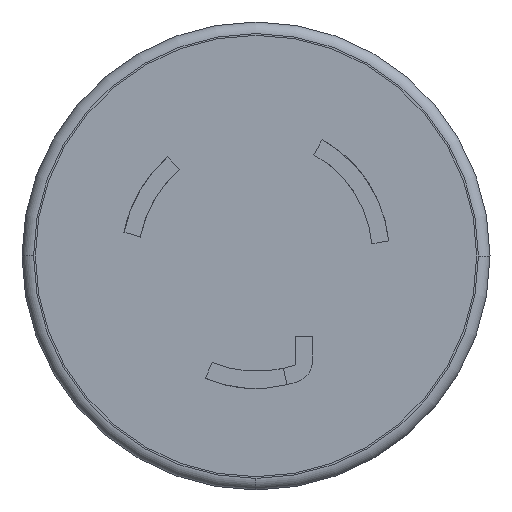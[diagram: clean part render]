
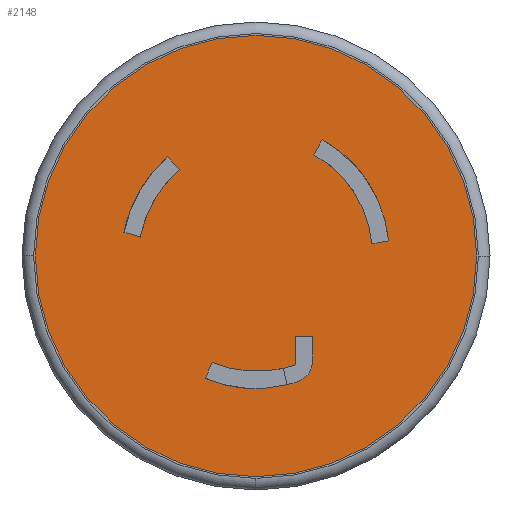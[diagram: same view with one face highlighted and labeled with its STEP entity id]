
A CAD part, left-side view. The second image highlights one B-rep face of the part: STEP entity #2148.
In plain terms, the highlighted face is planar.
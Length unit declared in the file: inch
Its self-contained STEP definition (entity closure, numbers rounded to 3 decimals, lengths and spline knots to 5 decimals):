
#40 = DIRECTION ( 'NONE',  ( 0.389, 0.921, 0. ) ) ;
#55 = EDGE_CURVE ( 'NONE', #387, #6594, #5204, .T. ) ;
#150 = CARTESIAN_POINT ( 'NONE',  ( -0.00377, -0.02129, 0. ) ) ;
#226 = DIRECTION ( 'NONE',  ( -1., 0., 0. ) ) ;
#339 = DIRECTION ( 'NONE',  ( 1., 0., 0. ) ) ;
#369 = DIRECTION ( 'NONE',  ( 0., 0., 1. ) ) ;
#387 = VERTEX_POINT ( 'NONE', #3196 ) ;
#443 = VECTOR ( 'NONE', #40, 39.37008 ) ;
#478 = CARTESIAN_POINT ( 'NONE',  ( -0.0958, 0.39403, 0. ) ) ;
#836 = CARTESIAN_POINT ( 'NONE',  ( -0.77362, 0., 0. ) ) ;
#887 = ORIENTED_EDGE ( 'NONE', *, *, #5414, .T. ) ;
#970 = CARTESIAN_POINT ( 'NONE',  ( 0.26741, -0.30422, 0. ) ) ;
#1093 = AXIS2_PLACEMENT_3D ( 'NONE', #4341, #369, #2855 ) ;
#1189 = EDGE_LOOP ( 'NONE', ( #4418, #1895, #2552, #5996 ) ) ;
#1224 = VERTEX_POINT ( 'NONE', #970 ) ;
#1230 = VERTEX_POINT ( 'NONE', #836 ) ;
#1428 = EDGE_CURVE ( 'NONE', #7962, #1230, #1668, .T. ) ;
#1464 = DIRECTION ( 'NONE',  ( 0., 0., -1. ) ) ;
#1668 = CIRCLE ( 'NONE', #6048, 0.77362 ) ;
#1766 = EDGE_LOOP ( 'NONE', ( #2033, #4025 ) ) ;
#1771 = EDGE_CURVE ( 'NONE', #1230, #7962, #3910, .T. ) ;
#1867 = FACE_BOUND ( 'NONE', #7961, .T. ) ;
#1888 = ORIENTED_EDGE ( 'NONE', *, *, #4497, .F. ) ;
#1895 = ORIENTED_EDGE ( 'NONE', *, *, #55, .F. ) ;
#1954 = VECTOR ( 'NONE', #3274, 39.37008 ) ;
#2033 = ORIENTED_EDGE ( 'NONE', *, *, #1428, .T. ) ;
#2039 = DIRECTION ( 'NONE',  ( -1., 0., 0. ) ) ;
#2148 = ADVANCED_FACE ( 'NONE', ( #5639, #5028, #1867 ), #4419, .F. ) ;
#2184 = LINE ( 'NONE', #6629, #6040 ) ;
#2357 = CARTESIAN_POINT ( 'NONE',  ( 0.38212, -0.14412, 0. ) ) ;
#2456 = CARTESIAN_POINT ( 'NONE',  ( 0., 0., 0. ) ) ;
#2478 = VERTEX_POINT ( 'NONE', #2973 ) ;
#2552 = ORIENTED_EDGE ( 'NONE', *, *, #8041, .F. ) ;
#2607 = LINE ( 'NONE', #5873, #1954 ) ;
#2624 = DIRECTION ( 'NONE',  ( 0.692, -0.721, 0. ) ) ;
#2733 = CIRCLE ( 'NONE', #7393, 0.42494 ) ;
#2816 = DIRECTION ( 'NONE',  ( 0., 0., -1. ) ) ;
#2855 = DIRECTION ( 'NONE',  ( 1., 0., 0. ) ) ;
#2973 = CARTESIAN_POINT ( 'NONE',  ( 0.30885, -0.34739, 0. ) ) ;
#3169 = LINE ( 'NONE', #5697, #6184 ) ;
#3196 = CARTESIAN_POINT ( 'NONE',  ( 0.15424, 0.37367, 0. ) ) ;
#3274 = DIRECTION ( 'NONE',  ( 0.216, -0.976, 0. ) ) ;
#3336 = CARTESIAN_POINT ( 'NONE',  ( 0.17754, 0.42879, 0. ) ) ;
#3339 = AXIS2_PLACEMENT_3D ( 'NONE', #150, #2816, #2039 ) ;
#3378 = DIRECTION ( 'NONE',  ( 0., 0., -1. ) ) ;
#3423 = CARTESIAN_POINT ( 'NONE',  ( -0.10855, 0.4516, 0. ) ) ;
#3910 = CIRCLE ( 'NONE', #7890, 0.77362 ) ;
#3964 = CIRCLE ( 'NONE', #8076, 0.47973 ) ;
#3999 = DIRECTION ( 'NONE',  ( 0., 0., 1. ) ) ;
#4025 = ORIENTED_EDGE ( 'NONE', *, *, #1771, .T. ) ;
#4048 = DIRECTION ( 'NONE',  ( 0., 0., 1. ) ) ;
#4077 = VERTEX_POINT ( 'NONE', #478 ) ;
#4104 = VERTEX_POINT ( 'NONE', #2357 ) ;
#4174 = CARTESIAN_POINT ( 'NONE',  ( -0.00691, 0.01376, 0. ) ) ;
#4307 = EDGE_CURVE ( 'NONE', #4104, #1224, #2733, .T. ) ;
#4319 = VERTEX_POINT ( 'NONE', #3423 ) ;
#4341 = CARTESIAN_POINT ( 'NONE',  ( 0.00012, 0.00916, 0. ) ) ;
#4418 = ORIENTED_EDGE ( 'NONE', *, *, #8122, .F. ) ;
#4419 = PLANE ( 'NONE',  #4449 ) ;
#4449 = AXIS2_PLACEMENT_3D ( 'NONE', #7180, #1464, #226 ) ;
#4497 = EDGE_CURVE ( 'NONE', #1224, #2478, #3169, .T. ) ;
#4638 = CARTESIAN_POINT ( 'NONE',  ( 0.43761, -0.16664, 0. ) ) ;
#4686 = CIRCLE ( 'NONE', #1093, 0.45559 ) ;
#5028 = FACE_OUTER_BOUND ( 'NONE', #1766, .T. ) ;
#5041 = DIRECTION ( 'NONE',  ( 1., 0., 0. ) ) ;
#5118 = DIRECTION ( 'NONE',  ( 0., 0., 1. ) ) ;
#5157 = DIRECTION ( 'NONE',  ( 1., 0., 0. ) ) ;
#5179 = CARTESIAN_POINT ( 'NONE',  ( 0.17754, 0.42879, 0. ) ) ;
#5204 = LINE ( 'NONE', #3336, #443 ) ;
#5414 = EDGE_CURVE ( 'NONE', #4104, #5624, #2184, .T. ) ;
#5422 = DIRECTION ( 'NONE',  ( 0.927, -0.376, 0. ) ) ;
#5485 = ORIENTED_EDGE ( 'NONE', *, *, #4307, .F. ) ;
#5624 = VERTEX_POINT ( 'NONE', #4638 ) ;
#5639 = FACE_BOUND ( 'NONE', #1189, .T. ) ;
#5689 = EDGE_CURVE ( 'NONE', #2478, #5624, #3964, .T. ) ;
#5697 = CARTESIAN_POINT ( 'NONE',  ( 0.26741, -0.30422, 0. ) ) ;
#5843 = CARTESIAN_POINT ( 'NONE',  ( 0., 0., 0. ) ) ;
#5873 = CARTESIAN_POINT ( 'NONE',  ( -0.10855, 0.4516, 0. ) ) ;
#5996 = ORIENTED_EDGE ( 'NONE', *, *, #7379, .F. ) ;
#6040 = VECTOR ( 'NONE', #5422, 39.37008 ) ;
#6048 = AXIS2_PLACEMENT_3D ( 'NONE', #2456, #5118, #5041 ) ;
#6184 = VECTOR ( 'NONE', #2624, 39.37008 ) ;
#6486 = CARTESIAN_POINT ( 'NONE',  ( 0.77362, 0., 0. ) ) ;
#6536 = CARTESIAN_POINT ( 'NONE',  ( -0.01127, 0.01657, 0. ) ) ;
#6594 = VERTEX_POINT ( 'NONE', #5179 ) ;
#6629 = CARTESIAN_POINT ( 'NONE',  ( 0.38212, -0.14412, 0. ) ) ;
#6692 = DIRECTION ( 'NONE',  ( -1., 0., 0. ) ) ;
#7052 = ORIENTED_EDGE ( 'NONE', *, *, #5689, .F. ) ;
#7180 = CARTESIAN_POINT ( 'NONE',  ( 0., 0., 0. ) ) ;
#7202 = CIRCLE ( 'NONE', #3339, 0.42539 ) ;
#7379 = EDGE_CURVE ( 'NONE', #4319, #4077, #2607, .T. ) ;
#7393 = AXIS2_PLACEMENT_3D ( 'NONE', #6536, #3378, #339 ) ;
#7890 = AXIS2_PLACEMENT_3D ( 'NONE', #5843, #3999, #5157 ) ;
#7961 = EDGE_LOOP ( 'NONE', ( #887, #7052, #1888, #5485 ) ) ;
#7962 = VERTEX_POINT ( 'NONE', #6486 ) ;
#8041 = EDGE_CURVE ( 'NONE', #4077, #387, #7202, .T. ) ;
#8076 = AXIS2_PLACEMENT_3D ( 'NONE', #4174, #4048, #6692 ) ;
#8122 = EDGE_CURVE ( 'NONE', #6594, #4319, #4686, .T. ) ;
